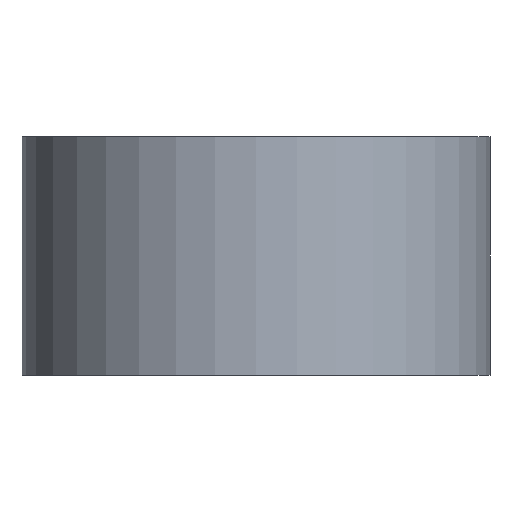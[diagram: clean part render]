
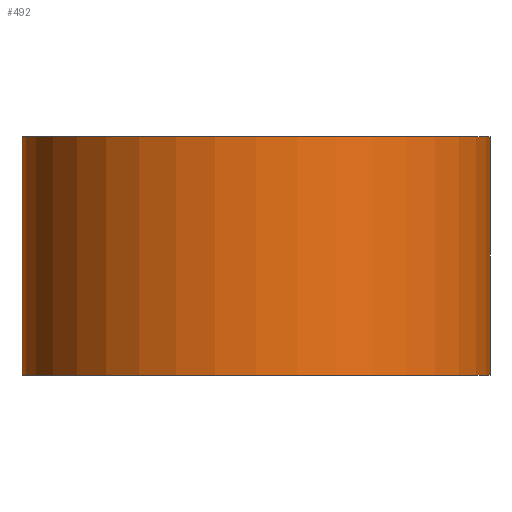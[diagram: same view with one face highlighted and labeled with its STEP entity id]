
A CAD part, front view. The second image highlights one B-rep face of the part: STEP entity #492.
In plain terms, the highlighted cylindrical face has radius 18.682 mm (diameter 37.363 mm), a partial arc.
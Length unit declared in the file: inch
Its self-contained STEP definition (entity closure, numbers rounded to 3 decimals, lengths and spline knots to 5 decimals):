
#41 = VERTEX_POINT ( 'NONE', #222 ) ;
#43 = ORIENTED_EDGE ( 'NONE', *, *, #411, .T. ) ;
#57 = DIRECTION ( 'NONE',  ( 0., 0., -1. ) ) ;
#60 = VERTEX_POINT ( 'NONE', #297 ) ;
#61 = CARTESIAN_POINT ( 'NONE',  ( 0.6875, -1.875, -0.375 ) ) ;
#112 = ORIENTED_EDGE ( 'NONE', *, *, #329, .F. ) ;
#123 = LINE ( 'NONE', #318, #283 ) ;
#131 = ORIENTED_EDGE ( 'NONE', *, *, #201, .F. ) ;
#162 = CYLINDRICAL_SURFACE ( 'NONE', #523, 0.7355 ) ;
#167 = CARTESIAN_POINT ( 'NONE',  ( 0.6875, -1.875, 0.375 ) ) ;
#201 = EDGE_CURVE ( 'NONE', #282, #60, #307, .T. ) ;
#211 = AXIS2_PLACEMENT_3D ( 'NONE', #61, #434, #375 ) ;
#217 = EDGE_LOOP ( 'NONE', ( #131, #112, #43, #477 ) ) ;
#222 = CARTESIAN_POINT ( 'NONE',  ( 0.6875, -1.1395, 0.375 ) ) ;
#230 = VERTEX_POINT ( 'NONE', #343 ) ;
#247 = AXIS2_PLACEMENT_3D ( 'NONE', #255, #493, #300 ) ;
#255 = CARTESIAN_POINT ( 'NONE',  ( 0.6875, -1.875, 0.375 ) ) ;
#263 = DIRECTION ( 'NONE',  ( 0., 0., -1. ) ) ;
#272 = EDGE_CURVE ( 'NONE', #230, #60, #317, .T. ) ;
#282 = VERTEX_POINT ( 'NONE', #484 ) ;
#283 = VECTOR ( 'NONE', #57, 39.37008 ) ;
#297 = CARTESIAN_POINT ( 'NONE',  ( -0.048, -1.875, -0.375 ) ) ;
#300 = DIRECTION ( 'NONE',  ( 1., 0., 0. ) ) ;
#307 = CIRCLE ( 'NONE', #211, 0.7355 ) ;
#309 = VECTOR ( 'NONE', #394, 39.37008 ) ;
#317 = LINE ( 'NONE', #510, #309 ) ;
#318 = CARTESIAN_POINT ( 'NONE',  ( 0.6875, -1.1395, 0.375 ) ) ;
#329 = EDGE_CURVE ( 'NONE', #41, #282, #123, .T. ) ;
#343 = CARTESIAN_POINT ( 'NONE',  ( -0.048, -1.875, 0.375 ) ) ;
#375 = DIRECTION ( 'NONE',  ( 1., 0., 0. ) ) ;
#394 = DIRECTION ( 'NONE',  ( 0., 0., -1. ) ) ;
#406 = FACE_OUTER_BOUND ( 'NONE', #217, .T. ) ;
#411 = EDGE_CURVE ( 'NONE', #41, #230, #543, .T. ) ;
#434 = DIRECTION ( 'NONE',  ( 0., 0., -1. ) ) ;
#477 = ORIENTED_EDGE ( 'NONE', *, *, #272, .T. ) ;
#484 = CARTESIAN_POINT ( 'NONE',  ( 0.6875, -1.1395, -0.375 ) ) ;
#492 = ADVANCED_FACE ( 'NONE', ( #406 ), #162, .T. ) ;
#493 = DIRECTION ( 'NONE',  ( 0., 0., -1. ) ) ;
#499 = DIRECTION ( 'NONE',  ( -1., 0., 0. ) ) ;
#510 = CARTESIAN_POINT ( 'NONE',  ( -0.048, -1.875, 0.375 ) ) ;
#523 = AXIS2_PLACEMENT_3D ( 'NONE', #167, #263, #499 ) ;
#543 = CIRCLE ( 'NONE', #247, 0.7355 ) ;
